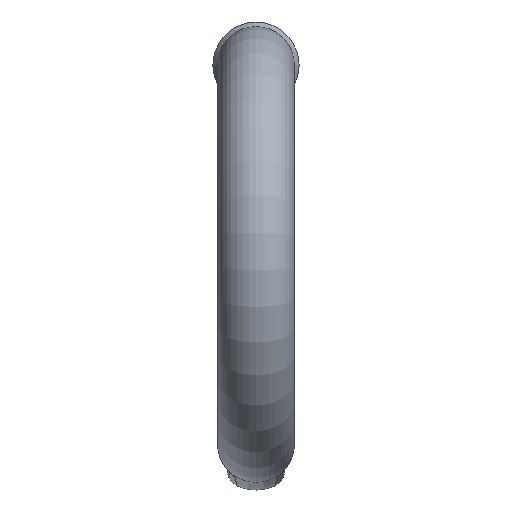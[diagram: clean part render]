
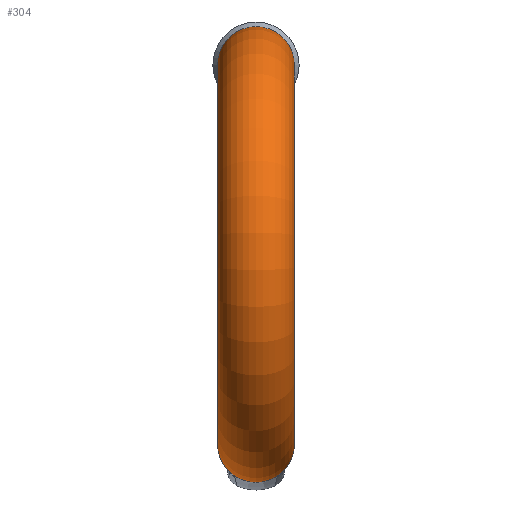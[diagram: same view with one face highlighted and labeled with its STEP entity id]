
A CAD part, top view. The second image highlights one B-rep face of the part: STEP entity #304.
In plain terms, the highlighted toroidal (fillet/blend) face has major radius 47 mm and minor radius 9.5 mm.
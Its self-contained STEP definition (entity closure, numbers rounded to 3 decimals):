
#109=TOROIDAL_SURFACE('',#2644,47.,9.5);
#269=CIRCLE('',#2629,9.5);
#271=CIRCLE('',#2637,9.5);
#304=ADVANCED_FACE('',(#540,#541),#109,.T.);
#540=FACE_BOUND('',#583,.T.);
#541=FACE_BOUND('',#584,.T.);
#583=EDGE_LOOP('',(#1091));
#584=EDGE_LOOP('',(#1092));
#1091=ORIENTED_EDGE('',*,*,#2051,.T.);
#1092=ORIENTED_EDGE('',*,*,#2015,.F.);
#1777=VERTEX_POINT('',#3564);
#1807=VERTEX_POINT('',#4904);
#2015=EDGE_CURVE('',#1777,#1777,#269,.T.);
#2051=EDGE_CURVE('',#1807,#1807,#271,.T.);
#2629=AXIS2_PLACEMENT_3D('',#3563,#2800,#2801);
#2637=AXIS2_PLACEMENT_3D('',#4903,#2816,#2817);
#2644=AXIS2_PLACEMENT_3D('',#4914,#2830,#2831);
#2800=DIRECTION('',(0.,0.,-1.));
#2801=DIRECTION('',(0.,1.,0.));
#2816=DIRECTION('',(0.,0.,1.));
#2817=DIRECTION('',(0.,1.,0.));
#2830=DIRECTION('',(1.,0.,0.));
#2831=DIRECTION('',(0.,0.,-1.));
#3563=CARTESIAN_POINT('',(0.,-47.,30.));
#3564=CARTESIAN_POINT('',(0.,-37.5,30.));
#4903=CARTESIAN_POINT('',(0.,47.,30.));
#4904=CARTESIAN_POINT('',(0.,56.5,30.));
#4914=CARTESIAN_POINT('',(0.,0.,30.));
